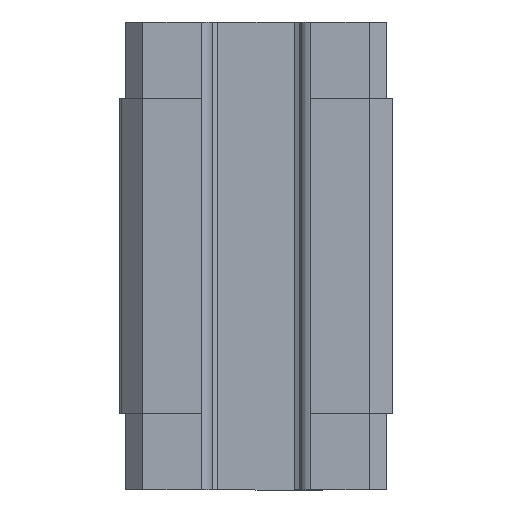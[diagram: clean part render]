
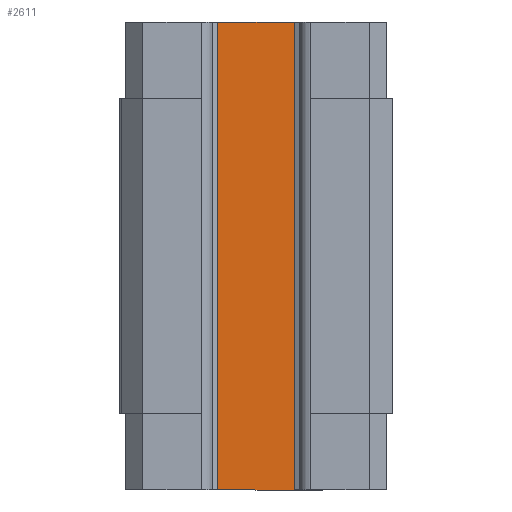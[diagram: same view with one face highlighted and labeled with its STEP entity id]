
A CAD part, front view. The second image highlights one B-rep face of the part: STEP entity #2611.
In plain terms, the highlighted planar face has unit normal (0, -1, 0).
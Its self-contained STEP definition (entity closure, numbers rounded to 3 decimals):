
#244 = VERTEX_POINT ( 'NONE', #741 ) ;
#250 = VERTEX_POINT ( 'NONE', #772 ) ;
#253 = VERTEX_POINT ( 'NONE', #646 ) ;
#267 = VERTEX_POINT ( 'NONE', #695 ) ;
#646 = CARTESIAN_POINT ( 'NONE',  ( 7.136, -7.5, -29.1 ) ) ;
#695 = CARTESIAN_POINT ( 'NONE',  ( -7.136, -7.5, 29.1 ) ) ;
#741 = CARTESIAN_POINT ( 'NONE',  ( -7.136, -7.5, -29.1 ) ) ;
#772 = CARTESIAN_POINT ( 'NONE',  ( 7.136, -7.5, 29.1 ) ) ;
#1453 = EDGE_LOOP ( 'NONE', ( #3755, #3756, #3757, #3758 ) ) ;
#2611 = ADVANCED_FACE ( 'NONE', ( #7615 ), #8791, .F. ) ;
#3424 = EDGE_CURVE ( 'NONE', #250, #253, #7862, .T. ) ;
#3443 = EDGE_CURVE ( 'NONE', #244, #267, #7895, .T. ) ;
#3481 = EDGE_CURVE ( 'NONE', #267, #250, #7968, .T. ) ;
#3482 = EDGE_CURVE ( 'NONE', #244, #253, #7973, .T. ) ;
#3755 = ORIENTED_EDGE ( 'NONE', *, *, #3482, .T. ) ;
#3756 = ORIENTED_EDGE ( 'NONE', *, *, #3424, .F. ) ;
#3757 = ORIENTED_EDGE ( 'NONE', *, *, #3481, .F. ) ;
#3758 = ORIENTED_EDGE ( 'NONE', *, *, #3443, .F. ) ;
#5239 = AXIS2_PLACEMENT_3D ( 'NONE', #8790, #8793, #8794 ) ;
#7615 = FACE_OUTER_BOUND ( 'NONE', #1453, .T. ) ;
#7862 = LINE ( 'NONE', #9137, #7872 ) ;
#7872 = VECTOR ( 'NONE', #9149, 1000. ) ;
#7895 = LINE ( 'NONE', #9187, #7909 ) ;
#7909 = VECTOR ( 'NONE', #9188, 1000. ) ;
#7965 = VECTOR ( 'NONE', #9276, 1000. ) ;
#7968 = LINE ( 'NONE', #9275, #7965 ) ;
#7973 = LINE ( 'NONE', #9277, #7974 ) ;
#7974 = VECTOR ( 'NONE', #9278, 1000. ) ;
#8790 = CARTESIAN_POINT ( 'NONE',  ( 7.136, -7.5, 34.92 ) ) ;
#8791 = PLANE ( 'NONE',  #5239 ) ;
#8793 = DIRECTION ( 'NONE',  ( 0., 1., 0. ) ) ;
#8794 = DIRECTION ( 'NONE',  ( 0., 0., 1. ) ) ;
#9137 = CARTESIAN_POINT ( 'NONE',  ( 7.136, -7.5, 34.92 ) ) ;
#9149 = DIRECTION ( 'NONE',  ( 0., 0., -1. ) ) ;
#9187 = CARTESIAN_POINT ( 'NONE',  ( -7.136, -7.5, 34.92 ) ) ;
#9188 = DIRECTION ( 'NONE',  ( 0., 0., 1. ) ) ;
#9275 = CARTESIAN_POINT ( 'NONE',  ( 0., -7.5, 29.1 ) ) ;
#9276 = DIRECTION ( 'NONE',  ( 1., 0., 0. ) ) ;
#9277 = CARTESIAN_POINT ( 'NONE',  ( 0., -7.5, -29.1 ) ) ;
#9278 = DIRECTION ( 'NONE',  ( 1., 0., 0. ) ) ;
